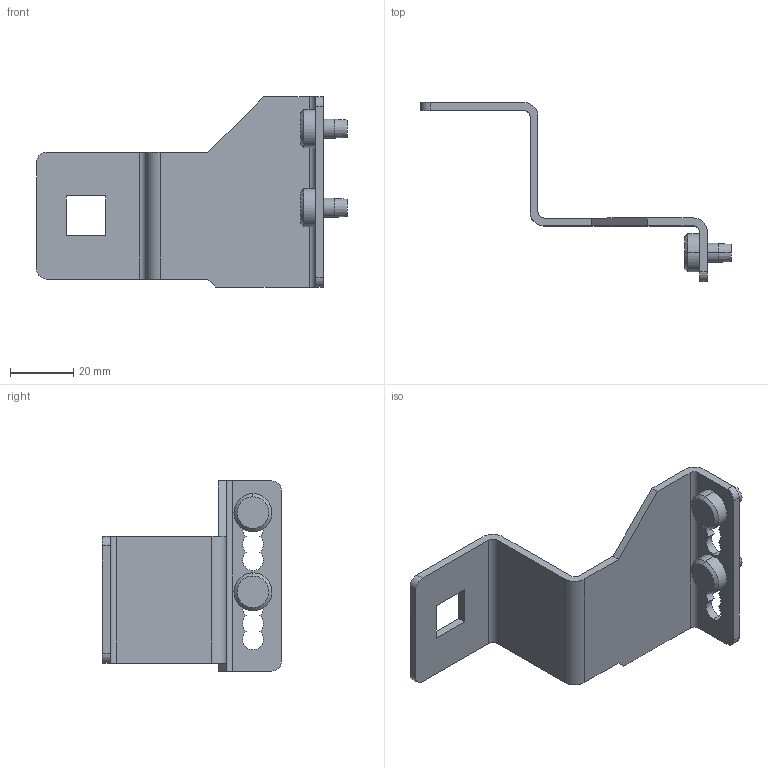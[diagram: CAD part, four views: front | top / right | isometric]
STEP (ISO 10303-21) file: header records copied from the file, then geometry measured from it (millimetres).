
FILE_DESCRIPTION(('STEP AP214'),'1');
FILE_NAME('cctmp_93CBFD5E-1C2D-4B7D-A4DE-0D1C48CCB9C2_2024_05_06_11_46_43_0695..stp','2024-05-06T09:46:43',('SIEMENS A&D'),('CADClick - www.CADClick.com'),'Spatial InterOp 3D',' ','unknown authorization');
FILE_SCHEMA(('AUTOMOTIVE_DESIGN'));
Length unit declared in the file: millimetre
Products named in the file (4): cc_unnamed; 2024_05_06_11_46_43_0680; 2024_05_06_11_46_43_0649; 2024_05_06_11_46_43_0617
Assembly tree (3 placements, depth 2):
  cc_unnamed
    2024_05_06_11_46_43_0680
    2024_05_06_11_46_43_0649
    2024_05_06_11_46_43_0617
Bounding box: 98 x 56.5 x 60 mm (x, y, z)
Volume: 16830.2 mm3; surface area: 14679.4 mm2
Topology: 3 solids, 3 shells, 68 faces, 172 edges, 112 vertices
Faces by surface type: cylinder 34, plane 26, cone 8
Entity records: 2733 total; most frequent: DIRECTION 392, CARTESIAN_POINT 356, ORIENTED_EDGE 344, EDGE_CURVE 172, AXIS2_PLACEMENT_3D 148, VERTEX_POINT 112, LINE 96, VECTOR 96
